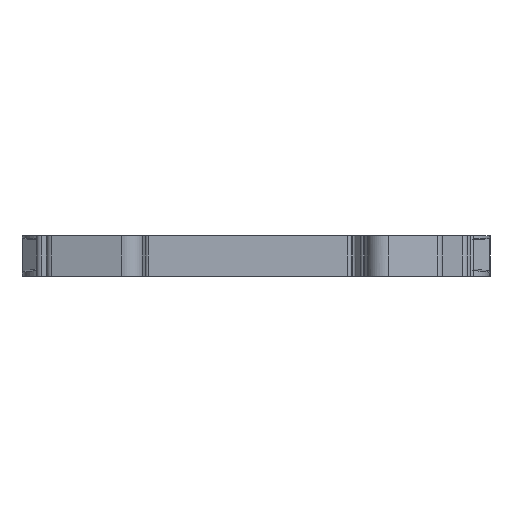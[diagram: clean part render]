
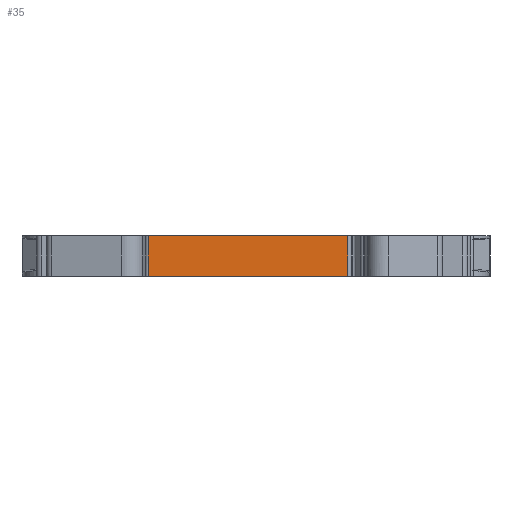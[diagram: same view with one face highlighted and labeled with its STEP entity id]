
A CAD part, front view. The second image highlights one B-rep face of the part: STEP entity #35.
In plain terms, the highlighted planar face has unit normal (0, -1, 0).
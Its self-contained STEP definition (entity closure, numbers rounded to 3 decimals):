
#35 = ADVANCED_FACE ( 'NONE', ( #6207 ), #1392, .T. ) ;
#725 = EDGE_CURVE ( 'NONE', #6584, #5546, #2079, .T. ) ;
#758 = EDGE_CURVE ( 'NONE', #5556, #6542, #2214, .T. ) ;
#1103 = EDGE_CURVE ( 'NONE', #6542, #6584, #4077, .T. ) ;
#1392 = PLANE ( 'NONE',  #4087 ) ;
#1393 = CARTESIAN_POINT ( 'NONE',  ( 96.752, 147.432, 0. ) ) ;
#1394 = DIRECTION ( 'NONE',  ( 0., -1., 0. ) ) ;
#1395 = DIRECTION ( 'NONE',  ( 1., 0., 0. ) ) ;
#2079 = LINE ( 'NONE', #2080, #4263 ) ;
#2080 = CARTESIAN_POINT ( 'NONE',  ( 126.166, 147.434, 0. ) ) ;
#2081 = DIRECTION ( 'NONE',  ( 0., 0., 1. ) ) ;
#2214 = LINE ( 'NONE', #2215, #5713 ) ;
#2215 = CARTESIAN_POINT ( 'NONE',  ( 96.752, 147.432, 0. ) ) ;
#2216 = DIRECTION ( 'NONE',  ( 0., 0., -1. ) ) ;
#2434 = VECTOR ( 'NONE', #4079, 1000. ) ;
#2482 = CARTESIAN_POINT ( 'NONE',  ( 126.166, 147.434, -6. ) ) ;
#4077 = LINE ( 'NONE', #4078, #2434 ) ;
#4078 = CARTESIAN_POINT ( 'NONE',  ( 96.752, 147.432, -6. ) ) ;
#4079 = DIRECTION ( 'NONE',  ( 1., 0., 0. ) ) ;
#4087 = AXIS2_PLACEMENT_3D ( 'NONE', #1393, #1394, #1395 ) ;
#4263 = VECTOR ( 'NONE', #2081, 1000. ) ;
#4829 = LINE ( 'NONE', #4830, #5432 ) ;
#4830 = CARTESIAN_POINT ( 'NONE',  ( 96.752, 147.432, 0. ) ) ;
#4831 = DIRECTION ( 'NONE',  ( -1., 0., 0. ) ) ;
#4985 = CARTESIAN_POINT ( 'NONE',  ( 96.752, 147.432, -6. ) ) ;
#5072 = ORIENTED_EDGE ( 'NONE', *, *, #1103, .T. ) ;
#5132 = ORIENTED_EDGE ( 'NONE', *, *, #758, .T. ) ;
#5141 = ORIENTED_EDGE ( 'NONE', *, *, #725, .T. ) ;
#5183 = ORIENTED_EDGE ( 'NONE', *, *, #6443, .T. ) ;
#5189 = EDGE_LOOP ( 'NONE', ( #5141, #5183, #5132, #5072 ) ) ;
#5432 = VECTOR ( 'NONE', #4831, 1000. ) ;
#5546 = VERTEX_POINT ( 'NONE', #6109 ) ;
#5556 = VERTEX_POINT ( 'NONE', #6117 ) ;
#5713 = VECTOR ( 'NONE', #2216, 1000. ) ;
#6109 = CARTESIAN_POINT ( 'NONE',  ( 126.166, 147.434, 0. ) ) ;
#6117 = CARTESIAN_POINT ( 'NONE',  ( 96.752, 147.432, 0. ) ) ;
#6207 = FACE_OUTER_BOUND ( 'NONE', #5189, .T. ) ;
#6443 = EDGE_CURVE ( 'NONE', #5546, #5556, #4829, .T. ) ;
#6542 = VERTEX_POINT ( 'NONE', #4985 ) ;
#6584 = VERTEX_POINT ( 'NONE', #2482 ) ;
